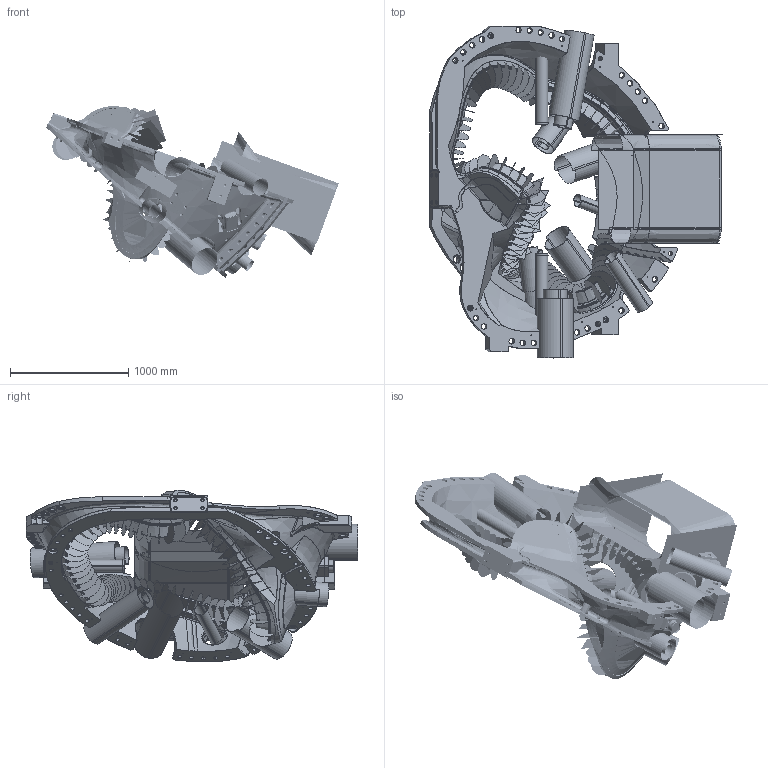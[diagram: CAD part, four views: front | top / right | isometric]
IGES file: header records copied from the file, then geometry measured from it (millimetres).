
Start section:  PTC IGES file: se141-115.igs
Global section: file name: se141-115.igs; native system: Pro/ENGINEER by Parametric Technology Corporation; preprocessor: 2006200; author: cprinisk; organization: Unknown; date: 20061122.093803; units: inch
Bounding box: 2478.52 x 2804.59 x 1451.13 mm (x, y, z)
Surface area: 30637979.9 mm2 (no closed solid volume)
Topology: 0 solids, 0 shells, 2572 faces, 15342 edges, 16763 vertices
Faces by surface type: revolution 1397, bspline 1146, extrusion 29
